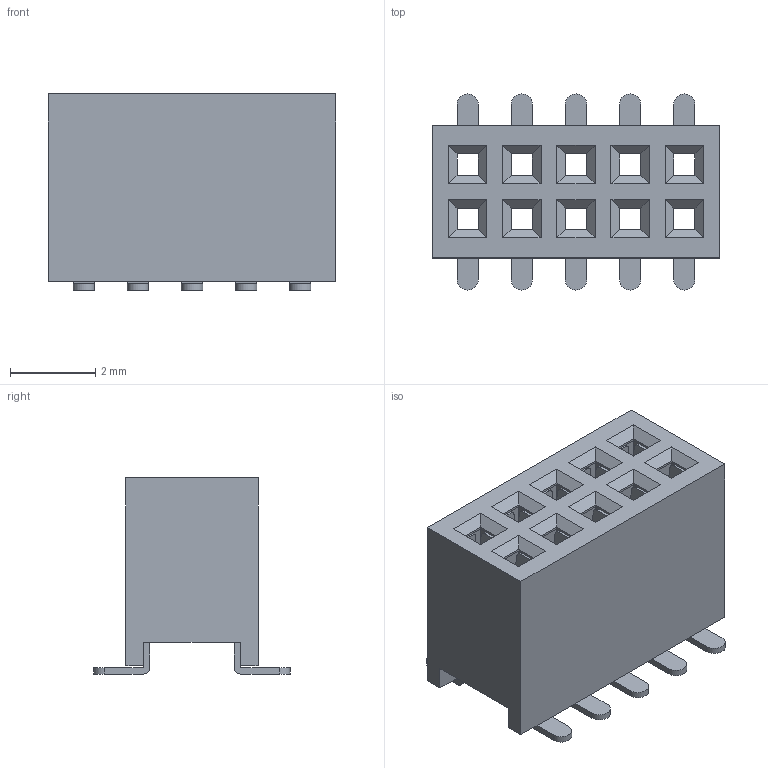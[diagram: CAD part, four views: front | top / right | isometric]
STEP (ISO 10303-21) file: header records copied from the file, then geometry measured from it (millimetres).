
FILE_DESCRIPTION(/* description */ ('Unknown'),/* implementation_level */ '2;1');
FILE_NAME(/* name */ 'J_Wurth_WR-PHD_62301021021',/* time_stamp */ '2025-04-30T10:58:34+08:00',/* author */ ('Unknown'),/* organization */ ('Unknown'),/* preprocessor_version */ 'ST-DEVELOPER v19.4',/* originating_system */ 'Solid Edge',/* authorisation */ 'Unknown');
FILE_SCHEMA (('AUTOMOTIVE_DESIGN {1 0 10303 214 3 1 1}'));
Length unit declared in the file: millimetre
Products named in the file (2): J_Wurth_WR-PHD_62301021021
Assembly tree (1 placements, depth 2):
  J_Wurth_WR-PHD_62301021021
    J_Wurth_WR-PHD_62301021021
Bounding box: 6.75 x 4.6 x 4.6 mm (x, y, z)
Volume: 58.1 mm3; surface area: 464.8 mm2
Topology: 11 solids, 11 shells, 750 faces, 2024 edges, 1296 vertices
Faces by surface type: plane 460, cylinder 290
Entity records: 23608 total; most frequent: CARTESIAN_POINT 4432, ORIENTED_EDGE 4048, DIRECTION 3948, EDGE_CURVE 2024, LINE 1364, VECTOR 1364, VERTEX_POINT 1296, AXIS2_PLACEMENT_3D 1292
